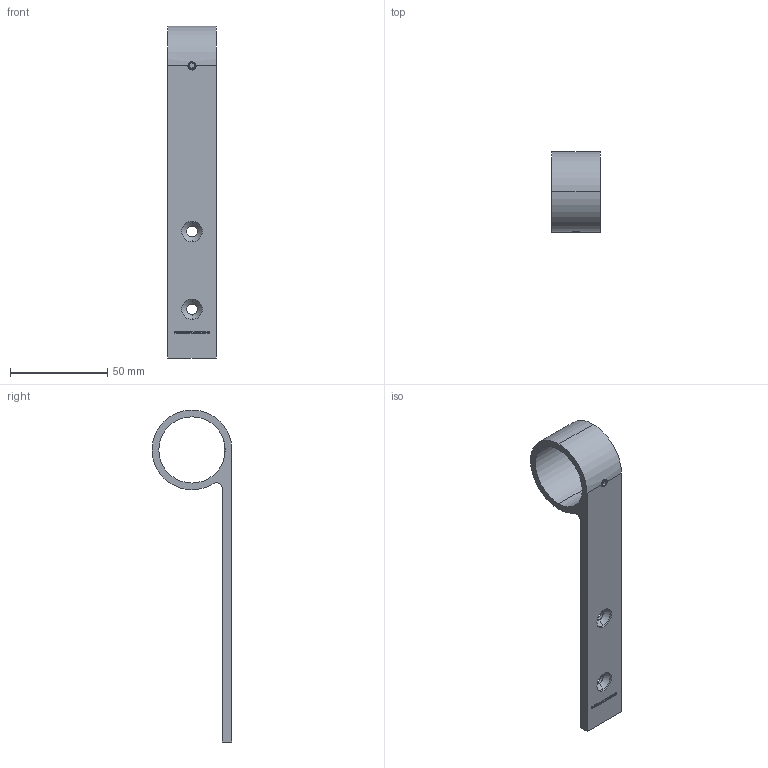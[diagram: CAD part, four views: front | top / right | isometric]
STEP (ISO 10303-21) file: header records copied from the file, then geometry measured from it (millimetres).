
FILE_DESCRIPTION (( 'STEP AP203' ), '1' );
FILE_NAME ('70030-240.step', '2018-12-10T11:01:12', ( '' ), ( '' ), 'SwSTEP 2.0', 'SolidWorks 2015', '' );
FILE_SCHEMA (( 'CONFIG_CONTROL_DESIGN' ));
Length unit declared in the file: millimetre
Products named in the file (3): 7003X-XXX Teil1_70030-240 Teil1; DIN913 M4x4_DIN913 M4x4; 70030-240
Assembly tree (2 placements, depth 2):
  70030-240
    7003X-XXX Teil1_70030-240 Teil1
    DIN913 M4x4_DIN913 M4x4
Bounding box: 25 x 41 x 170.5 mm (x, y, z)
Volume: 27596.3 mm3; surface area: 15087.8 mm2
Topology: 2 solids, 2 shells, 256 faces, 669 edges, 442 vertices
Faces by surface type: plane 125, bspline 104, cylinder 19, cone 8
Entity records: 14370 total; most frequent: CARTESIAN_POINT 8440, ORIENTED_EDGE 1338, DIRECTION 811, EDGE_CURVE 669, VERTEX_POINT 442, VECTOR 417, LINE 417, EDGE_LOOP 289
